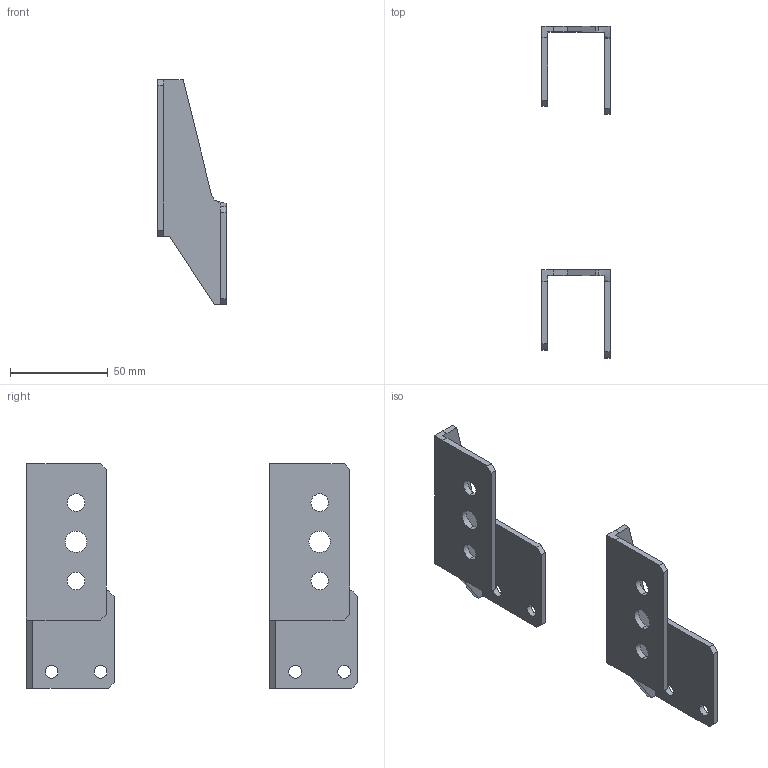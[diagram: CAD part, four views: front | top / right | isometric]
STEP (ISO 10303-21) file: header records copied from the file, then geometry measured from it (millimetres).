
FILE_DESCRIPTION (( 'STEP AP203' ), '1' );
FILE_NAME ('FO-00-NPE-2 FORMAT Êðîíøòåéí N-PE òèï 2 (2øò_óïàê) IEK.STEP', '2024-07-09T06:30:43', ( '' ), ( '' ), 'SwSTEP 2.0', 'SolidWorks 2022', '' );
FILE_SCHEMA (( 'CONFIG_CONTROL_DESIGN' ));
Length unit declared in the file: millimetre
Products named in the file (1): FO-00-NPE-2 FORMAT Кронштейн N-PE тип 2 (2шт_упак) IEK
Bounding box: 35 x 169.55 x 115 mm (x, y, z)
Volume: 44121.4 mm3; surface area: 32728.4 mm2
Topology: 2 solids, 2 shells, 70 faces, 198 edges, 132 vertices
Faces by surface type: plane 44, cylinder 24, bspline 2
Entity records: 2517 total; most frequent: CARTESIAN_POINT 555, ORIENTED_EDGE 396, DIRECTION 376, EDGE_CURVE 198, LINE 142, VECTOR 142, VERTEX_POINT 132, AXIS2_PLACEMENT_3D 117
